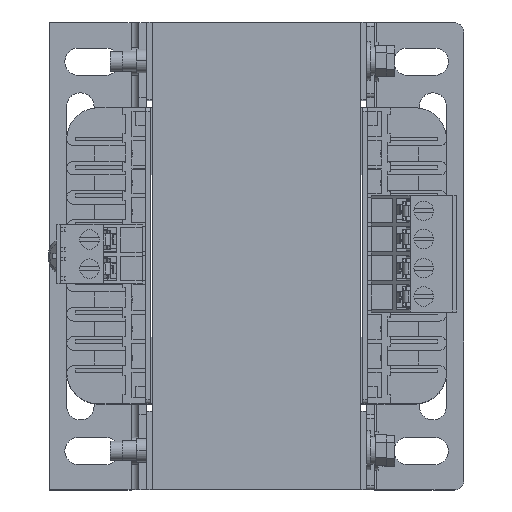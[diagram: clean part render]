
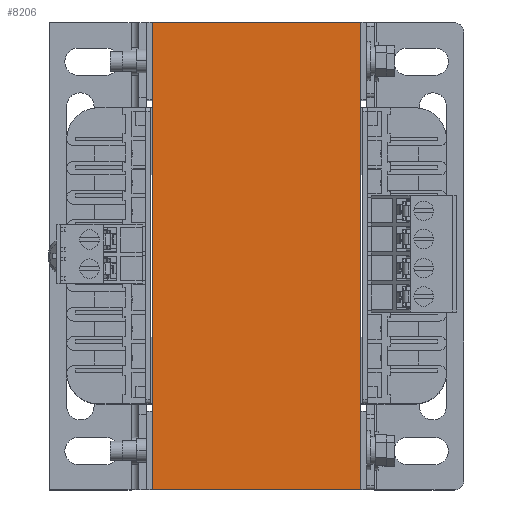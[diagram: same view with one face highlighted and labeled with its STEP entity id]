
A CAD part, top view. The second image highlights one B-rep face of the part: STEP entity #8206.
In plain terms, the highlighted planar face has unit normal (0, 0, -1).
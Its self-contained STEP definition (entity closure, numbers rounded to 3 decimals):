
#542=DIRECTION('',(0.,-1.,0.));
#543=VECTOR('',#542,120.);
#544=CARTESIAN_POINT('',(-26.75,60.,40.5));
#545=LINE('',#544,#543);
#546=DIRECTION('',(1.,0.,0.));
#547=VECTOR('',#546,53.5);
#548=CARTESIAN_POINT('',(-26.75,-60.,40.5));
#549=LINE('',#548,#547);
#550=DIRECTION('',(0.,1.,0.));
#551=VECTOR('',#550,120.);
#552=CARTESIAN_POINT('',(26.75,-60.,40.5));
#553=LINE('',#552,#551);
#554=DIRECTION('',(-1.,0.,0.));
#555=VECTOR('',#554,53.5);
#556=CARTESIAN_POINT('',(26.75,60.,40.5));
#557=LINE('',#556,#555);
#5805=CARTESIAN_POINT('',(26.75,-60.,40.5));
#5807=VERTEX_POINT('',#5805);
#5809=CARTESIAN_POINT('',(26.75,60.,40.5));
#5810=VERTEX_POINT('',#5809);
#5846=CARTESIAN_POINT('',(-26.75,-60.,40.5));
#5848=VERTEX_POINT('',#5846);
#5849=CARTESIAN_POINT('',(-26.75,60.,40.5));
#5850=VERTEX_POINT('',#5849);
#8194=CARTESIAN_POINT('',(0.,0.,40.5));
#8195=DIRECTION('',(0.,0.,1.));
#8196=DIRECTION('',(0.,-1.,0.));
#8197=AXIS2_PLACEMENT_3D('',#8194,#8195,#8196);
#8198=PLANE('',#8197);
#8199=ORIENTED_EDGE('',*,*,#8135,.T.);
#8200=ORIENTED_EDGE('',*,*,#8124,.T.);
#8201=ORIENTED_EDGE('',*,*,#8061,.T.);
#8203=ORIENTED_EDGE('',*,*,#8202,.T.);
#8204=EDGE_LOOP('',(#8199,#8200,#8201,#8203));
#8205=FACE_OUTER_BOUND('',#8204,.F.);
#8206=ADVANCED_FACE('',(#8205),#8198,.F.);
#8061=EDGE_CURVE('',#5807,#5810,#553,.T.);
#8124=EDGE_CURVE('',#5848,#5807,#549,.T.);
#8135=EDGE_CURVE('',#5850,#5848,#545,.T.);
#8202=EDGE_CURVE('',#5810,#5850,#557,.T.);
